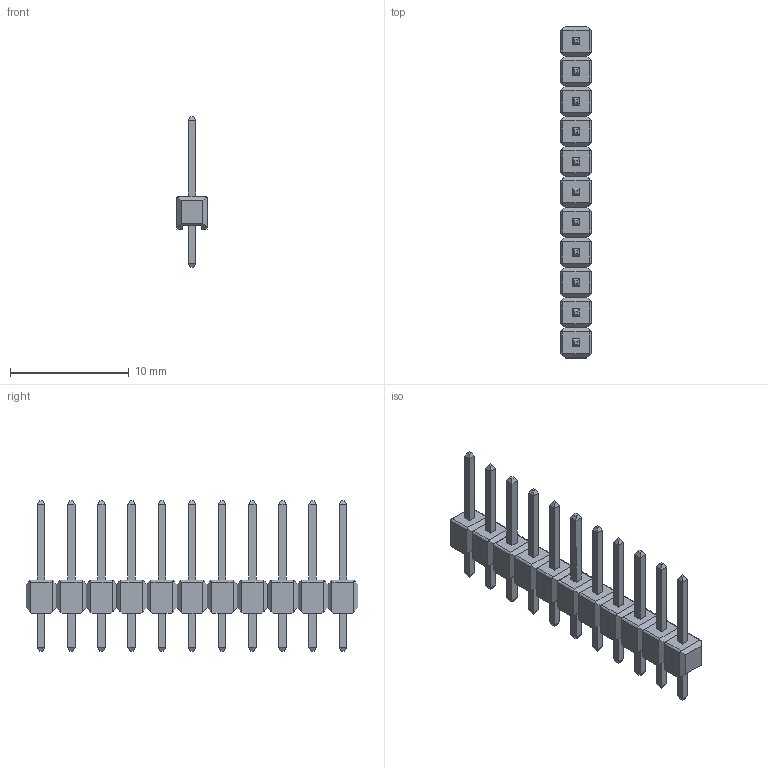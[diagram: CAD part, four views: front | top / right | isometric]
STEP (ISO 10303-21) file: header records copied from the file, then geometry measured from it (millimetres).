
FILE_DESCRIPTION(('FreeCAD Model'),'2;1');
FILE_NAME( 'Pin_Header_Straight_1x11.STEP', '2016-03-20T01:57:08',('Author'),(''), 'Open CASCADE STEP processor 6.8','FreeCAD','Unknown');
FILE_SCHEMA(('AUTOMOTIVE_DESIGN_CC2 { 1 2 10303 214 -1 1 5 4 }'));
Length unit declared in the file: millimetre
Products named in the file (23): Document; Document001; Document002; Document003; Document004; Document005; Document006; Document007; Document008; Document009; Document010; Document011; Document012; Document013; Document014; Document015; Document016; Document017; Document018; Document019; Document020; Document021; Document022
Bounding box: 2.54 x 27.94 x 12.7 mm (x, y, z)
Volume: 54 mm3; surface area: 739.1 mm2
Topology: 11 solids, 22 shells, 398 faces, 1041 edges, 669 vertices
Faces by surface type: bspline 398
Entity records: 27528 total; most frequent: CARTESIAN_POINT 13613, B_SPLINE_CURVE_WITH_KNOTS 3029, ORIENTED_EDGE 1988, PCURVE 1988, DEFINITIONAL_REPRESENTATION 1988, EDGE_CURVE 1034, SURFACE_CURVE 1034, VERTEX_POINT 660
